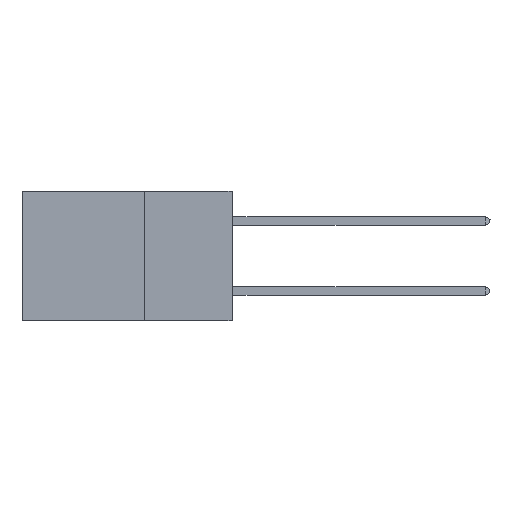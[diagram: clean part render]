
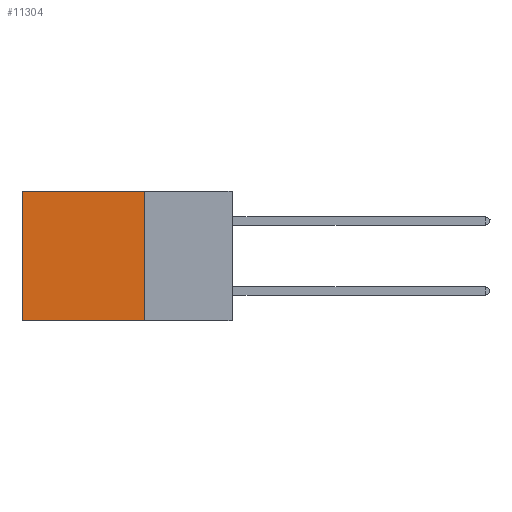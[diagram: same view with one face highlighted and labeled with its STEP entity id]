
A CAD part, left-side view. The second image highlights one B-rep face of the part: STEP entity #11304.
In plain terms, the highlighted planar face has unit normal (-1, 0, 0).
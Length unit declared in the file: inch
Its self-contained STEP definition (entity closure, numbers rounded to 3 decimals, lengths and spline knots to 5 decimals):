
#1857 = DIRECTION ( 'NONE',  ( 0., 1., 0. ) ) ;
#2233 = CARTESIAN_POINT ( 'NONE',  ( 0.2875, 0.25, 0. ) ) ;
#3907 = LINE ( 'NONE', #28840, #10943 ) ;
#4009 = EDGE_CURVE ( 'NONE', #26037, #14673, #20375, .T. ) ;
#4634 = DIRECTION ( 'NONE',  ( 0., 0., -1. ) ) ;
#5699 = LINE ( 'NONE', #12529, #22885 ) ;
#6089 = DIRECTION ( 'NONE',  ( 0., 0., -1. ) ) ;
#8469 = EDGE_CURVE ( 'NONE', #14673, #20041, #5699, .T. ) ;
#8968 = FACE_OUTER_BOUND ( 'NONE', #21819, .T. ) ;
#10250 = LINE ( 'NONE', #28377, #25137 ) ;
#10943 = VECTOR ( 'NONE', #17122, 39.37008 ) ;
#11304 = ADVANCED_FACE ( 'NONE', ( #8968 ), #22913, .F. ) ;
#11745 = CARTESIAN_POINT ( 'NONE',  ( 0.2875, 0.25, 0. ) ) ;
#12529 = CARTESIAN_POINT ( 'NONE',  ( 0.2875, 0.25, -0.37 ) ) ;
#14148 = DIRECTION ( 'NONE',  ( 1., 0., 0. ) ) ;
#14673 = VERTEX_POINT ( 'NONE', #17550 ) ;
#15076 = ORIENTED_EDGE ( 'NONE', *, *, #4009, .F. ) ;
#16115 = CARTESIAN_POINT ( 'NONE',  ( 0.2875, 0.6, -0.37 ) ) ;
#17122 = DIRECTION ( 'NONE',  ( 0., 1., 0. ) ) ;
#17550 = CARTESIAN_POINT ( 'NONE',  ( 0.2875, 0.25, -0.37 ) ) ;
#18721 = CARTESIAN_POINT ( 'NONE',  ( 0.2875, 0.6, 0. ) ) ;
#18856 = EDGE_CURVE ( 'NONE', #26037, #24448, #3907, .T. ) ;
#19364 = EDGE_CURVE ( 'NONE', #24448, #20041, #10250, .T. ) ;
#19431 = ORIENTED_EDGE ( 'NONE', *, *, #18856, .T. ) ;
#20041 = VERTEX_POINT ( 'NONE', #16115 ) ;
#20375 = LINE ( 'NONE', #11745, #23756 ) ;
#20709 = ORIENTED_EDGE ( 'NONE', *, *, #8469, .F. ) ;
#21819 = EDGE_LOOP ( 'NONE', ( #22415, #20709, #15076, #19431 ) ) ;
#22415 = ORIENTED_EDGE ( 'NONE', *, *, #19364, .T. ) ;
#22885 = VECTOR ( 'NONE', #1857, 39.37008 ) ;
#22913 = PLANE ( 'NONE',  #22922 ) ;
#22922 = AXIS2_PLACEMENT_3D ( 'NONE', #27377, #14148, #25446 ) ;
#23756 = VECTOR ( 'NONE', #4634, 39.37008 ) ;
#24448 = VERTEX_POINT ( 'NONE', #18721 ) ;
#25137 = VECTOR ( 'NONE', #6089, 39.37008 ) ;
#25446 = DIRECTION ( 'NONE',  ( 0., 0., -1. ) ) ;
#26037 = VERTEX_POINT ( 'NONE', #2233 ) ;
#27377 = CARTESIAN_POINT ( 'NONE',  ( 0.2875, 0.25, 0. ) ) ;
#28377 = CARTESIAN_POINT ( 'NONE',  ( 0.2875, 0.6, 0. ) ) ;
#28840 = CARTESIAN_POINT ( 'NONE',  ( 0.2875, 0.25, 0. ) ) ;
